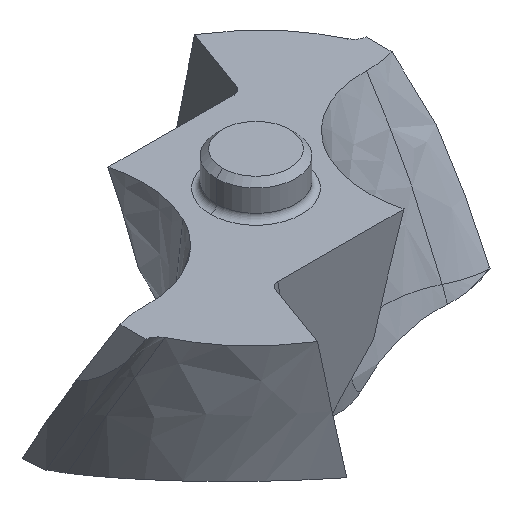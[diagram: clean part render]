
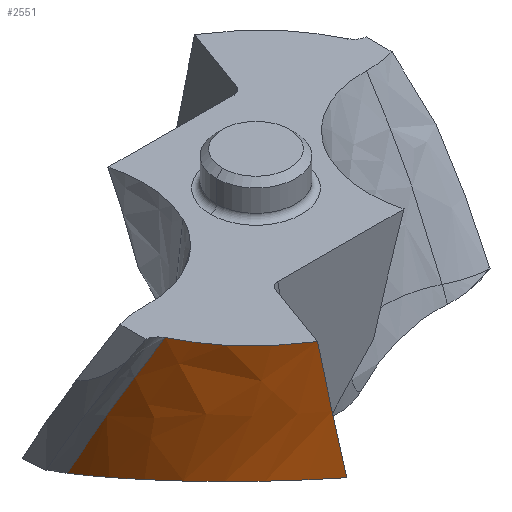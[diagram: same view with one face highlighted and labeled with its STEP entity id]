
A CAD part, isometric view. The second image highlights one B-rep face of the part: STEP entity #2551.
In plain terms, the highlighted free-form (B-spline) face has degree [3, 3] with [7, 5] control points.
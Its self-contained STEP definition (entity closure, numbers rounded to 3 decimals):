
#218=CARTESIAN_POINT('',(-2.552,-4.089,
0.));
#219=CARTESIAN_POINT('',(-2.861,-3.902,
0.));
#220=CARTESIAN_POINT('',(-3.587,-3.344,
0.));
#221=CARTESIAN_POINT('',(-4.129,-2.596,
0.));
#222=CARTESIAN_POINT('',(-4.369,-2.103,
0.));
#974=CARTESIAN_POINT('',(-4.849,-0.128,
-3.682));
#994=CARTESIAN_POINT('',(-2.067,-4.335,
-3.065));
#995=CARTESIAN_POINT('',(-2.22,-4.264,
-3.037));
#996=CARTESIAN_POINT('',(-2.513,-4.108,
-2.991));
#997=CARTESIAN_POINT('',(-2.92,-3.838,
-2.947));
#998=CARTESIAN_POINT('',(-3.291,-3.535,
-2.929));
#999=CARTESIAN_POINT('',(-3.627,-3.201,
-2.937));
#1000=CARTESIAN_POINT('',(-3.932,-2.829,
-2.97));
#1001=CARTESIAN_POINT('',(-4.201,-2.425,
-3.028));
#1002=CARTESIAN_POINT('',(-4.435,-1.975,
-3.117));
#1003=CARTESIAN_POINT('',(-4.6,-1.556,
-3.219));
#1004=CARTESIAN_POINT('',(-4.729,-1.114,
-3.344));
#1005=CARTESIAN_POINT('',(-4.818,-0.639,
-3.496));
#1006=CARTESIAN_POINT('',(-4.845,-0.302,
-3.616));
#1007=CARTESIAN_POINT('',(-4.849,-0.128,
-3.682));
#1012=CARTESIAN_POINT('',(-4.849,-0.128,
-3.682));
#1013=CARTESIAN_POINT('',(-4.843,-0.511,
-2.966));
#1014=CARTESIAN_POINT('',(-4.746,-1.18,
-1.738));
#1015=CARTESIAN_POINT('',(-4.498,-1.837,
-0.511));
#1016=CARTESIAN_POINT('',(-4.369,-2.103,
0.));
#1021=CARTESIAN_POINT('',(-2.552,-4.089,
0.));
#1022=CARTESIAN_POINT('',(-2.524,-4.099,
-0.171));
#1023=CARTESIAN_POINT('',(-2.469,-4.118,
-0.5));
#1024=CARTESIAN_POINT('',(-2.392,-4.147,
-0.967));
#1025=CARTESIAN_POINT('',(-2.327,-4.174,
-1.368));
#1026=CARTESIAN_POINT('',(-2.257,-4.207,
-1.801));
#1027=CARTESIAN_POINT('',(-2.184,-4.248,
-2.27));
#1028=CARTESIAN_POINT('',(-2.122,-4.291,
-2.686));
#1029=CARTESIAN_POINT('',(-2.084,-4.32,
-2.943));
#1030=CARTESIAN_POINT('',(-2.067,-4.335,
-3.065));
#1279=CARTESIAN_POINT('',(-2.552,-4.089,
0.));
#1280=VERTEX_POINT('',#1279);
#1281=VERTEX_POINT('',#222);
#1313=VERTEX_POINT('',#974);
#1314=VERTEX_POINT('',#994);
#2508=CARTESIAN_POINT('',(-2.248,-4.291,
-3.719));
#2509=CARTESIAN_POINT('',(-1.96,-4.383,
-2.99));
#2510=CARTESIAN_POINT('',(-1.376,-4.555,
-1.739));
#2511=CARTESIAN_POINT('',(-0.635,-4.714,
-0.488));
#2512=CARTESIAN_POINT('',(-0.299,-4.773,
0.035));
#2513=CARTESIAN_POINT('',(-2.292,-4.268,
-3.719));
#2514=CARTESIAN_POINT('',(-2.005,-4.364,
-2.99));
#2515=CARTESIAN_POINT('',(-1.423,-4.543,
-1.739));
#2516=CARTESIAN_POINT('',(-0.683,-4.709,
-0.488));
#2517=CARTESIAN_POINT('',(-0.348,-4.771,
0.035));
#2518=CARTESIAN_POINT('',(-2.827,-3.979,
-3.719));
#2519=CARTESIAN_POINT('',(-2.552,-4.124,
-2.99));
#2520=CARTESIAN_POINT('',(-1.99,-4.388,
-1.739));
#2521=CARTESIAN_POINT('',(-1.271,-4.638,
-0.488));
#2522=CARTESIAN_POINT('',(-0.945,-4.735,
0.035));
#2523=CARTESIAN_POINT('',(-3.743,-3.232,
-3.719));
#2524=CARTESIAN_POINT('',(-3.51,-3.466,
-2.99));
#2525=CARTESIAN_POINT('',(-3.019,-3.884,
-1.739));
#2526=CARTESIAN_POINT('',(-2.371,-4.288,
-0.488));
#2527=CARTESIAN_POINT('',(-2.074,-4.449,
0.035));
#2528=CARTESIAN_POINT('',(-4.626,-1.761,
-3.719));
#2529=CARTESIAN_POINT('',(-4.493,-2.098,
-2.99));
#2530=CARTESIAN_POINT('',(-4.174,-2.691,
-1.739));
#2531=CARTESIAN_POINT('',(-3.698,-3.27,
-0.488));
#2532=CARTESIAN_POINT('',(-3.474,-3.504,
0.035));
#2533=CARTESIAN_POINT('',(-4.843,-0.632,
-3.719));
#2534=CARTESIAN_POINT('',(-4.797,-1.01,
-2.99));
#2535=CARTESIAN_POINT('',(-4.627,-1.673,
-1.739));
#2536=CARTESIAN_POINT('',(-4.3,-2.322,
-0.488));
#2537=CARTESIAN_POINT('',(-4.137,-2.586,
0.035));
#2538=CARTESIAN_POINT('',(-4.85,-0.057,
-3.719));
#2539=CARTESIAN_POINT('',(-4.85,-0.448,
-2.99));
#2540=CARTESIAN_POINT('',(-4.759,-1.133,
-1.739));
#2541=CARTESIAN_POINT('',(-4.512,-1.804,
-0.488));
#2542=CARTESIAN_POINT('',(-4.382,-2.077,
0.035));
#2543=B_SPLINE_SURFACE_WITH_KNOTS('',3,3,((#2508,#2509,#2510,#2511,#2512),
(#2513,#2514,#2515,#2516,#2517),(#2518,#2519,#2520,#2521,#2522),(#2523,#2524,
#2525,#2526,#2527),(#2528,#2529,#2530,#2531,#2532),(#2533,#2534,#2535,#2536,
#2537),(#2538,#2539,#2540,#2541,#2542)),.UNSPECIFIED.,.F.,.F.,.F.,(4,1,1,1,4),
(4,1,4),(0.228,0.25,0.5,0.75,1.008),(
0.093,2.618,4.428),.UNSPECIFIED.);
#2544=ORIENTED_EDGE('',*,*,#1906,.T.);
#2545=ORIENTED_EDGE('',*,*,#2499,.T.);
#2546=ORIENTED_EDGE('',*,*,#1574,.F.);
#2548=ORIENTED_EDGE('',*,*,#2547,.T.);
#2549=EDGE_LOOP('',(#2544,#2545,#2546,#2548));
#2550=FACE_OUTER_BOUND('',#2549,.F.);
#223=B_SPLINE_CURVE_WITH_KNOTS('',3,(#218,#219,#220,#221,#222),.UNSPECIFIED.,
.F.,.F.,(4,1,4),(0.,0.397,1.),.UNSPECIFIED.);
#1008=B_SPLINE_CURVE_WITH_KNOTS('',3,(#994,#995,#996,#997,#998,#999,#1000,#1001,
#1002,#1003,#1004,#1005,#1006,#1007),.UNSPECIFIED.,.F.,.F.,(4,1,1,1,1,1,1,1,1,1,
1,4),(0.,0.091,0.182,0.273,
0.364,0.455,0.545,0.636,
0.727,0.818,0.909,1.),.UNSPECIFIED.);
#1017=B_SPLINE_CURVE_WITH_KNOTS('',3,(#1012,#1013,#1014,#1015,#1016),
.UNSPECIFIED.,.F.,.F.,(4,1,4),(0.,0.584,1.),.UNSPECIFIED.);
#1031=B_SPLINE_CURVE_WITH_KNOTS('',3,(#1021,#1022,#1023,#1024,#1025,#1026,#1027,
#1028,#1029,#1030),.UNSPECIFIED.,.F.,.F.,(4,1,1,1,1,1,1,4),(0.,
0.143,0.286,0.429,0.571,
0.714,0.857,1.),.UNSPECIFIED.);
#1574=EDGE_CURVE('',#1280,#1281,#223,.T.);
#1906=EDGE_CURVE('',#1314,#1313,#1008,.T.);
#2499=EDGE_CURVE('',#1313,#1281,#1017,.T.);
#2547=EDGE_CURVE('',#1280,#1314,#1031,.T.);
#2551=ADVANCED_FACE('',(#2550),#2543,.F.);
